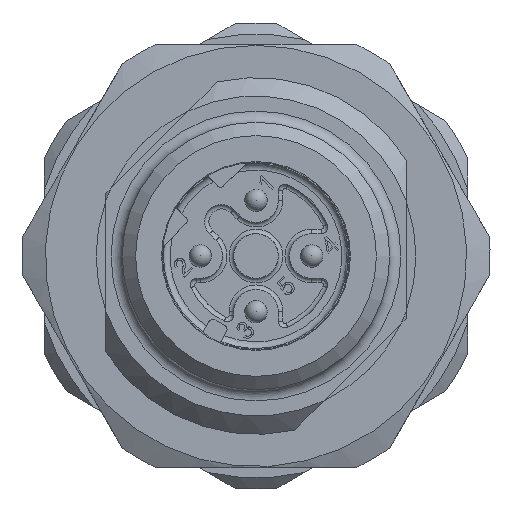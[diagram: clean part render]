
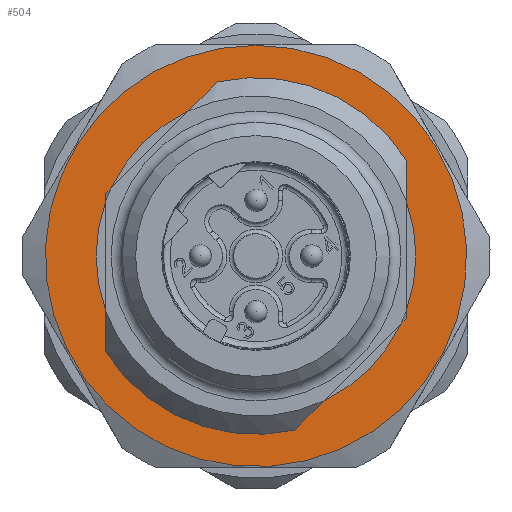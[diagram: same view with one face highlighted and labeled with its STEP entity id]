
A CAD part, front view. The second image highlights one B-rep face of the part: STEP entity #504.
In plain terms, the highlighted planar face has unit normal (0, -1, 0).
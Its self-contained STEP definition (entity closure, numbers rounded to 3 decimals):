
#112=FACE_BOUND('',#1060,.T.);
#113=FACE_BOUND('',#1061,.T.);
#388=PLANE('',#4696);
#504=ADVANCED_FACE('',(#112,#113),#388,.T.);
#1060=EDGE_LOOP('',(#2143));
#1061=EDGE_LOOP('',(#2144,#2145,#2146,#2147,#2148,#2149,#2150,#2151,#2152,
#2153,#2154,#2155,#2156,#2157));
#1366=LINE('',#6427,#1689);
#1368=LINE('',#6430,#1691);
#1374=LINE('',#6446,#1697);
#1375=LINE('',#6447,#1698);
#1381=LINE('',#6463,#1704);
#1383=LINE('',#6466,#1706);
#1388=LINE('',#6480,#1711);
#1389=LINE('',#6481,#1712);
#1689=VECTOR('',#5174,1.);
#1691=VECTOR('',#5176,1.);
#1697=VECTOR('',#5184,1.);
#1698=VECTOR('',#5185,1.);
#1704=VECTOR('',#5193,1.);
#1706=VECTOR('',#5195,1.);
#1711=VECTOR('',#5202,1.);
#1712=VECTOR('',#5203,1.);
#2143=ORIENTED_EDGE('',*,*,#3862,.F.);
#2144=ORIENTED_EDGE('',*,*,#3863,.F.);
#2145=ORIENTED_EDGE('',*,*,#3835,.T.);
#2146=ORIENTED_EDGE('',*,*,#3842,.T.);
#2147=ORIENTED_EDGE('',*,*,#3864,.F.);
#2148=ORIENTED_EDGE('',*,*,#3843,.T.);
#2149=ORIENTED_EDGE('',*,*,#3800,.F.);
#2150=ORIENTED_EDGE('',*,*,#3858,.F.);
#2151=ORIENTED_EDGE('',*,*,#3865,.F.);
#2152=ORIENTED_EDGE('',*,*,#3859,.F.);
#2153=ORIENTED_EDGE('',*,*,#3850,.F.);
#2154=ORIENTED_EDGE('',*,*,#3866,.F.);
#2155=ORIENTED_EDGE('',*,*,#3852,.F.);
#2156=ORIENTED_EDGE('',*,*,#3822,.F.);
#2157=ORIENTED_EDGE('',*,*,#3833,.T.);
#3354=VERTEX_POINT('',#6327);
#3356=VERTEX_POINT('',#6330);
#3371=VERTEX_POINT('',#6396);
#3372=VERTEX_POINT('',#6398);
#3380=VERTEX_POINT('',#6426);
#3381=VERTEX_POINT('',#6429);
#3382=VERTEX_POINT('',#6431);
#3386=VERTEX_POINT('',#6445);
#3387=VERTEX_POINT('',#6448);
#3391=VERTEX_POINT('',#6462);
#3392=VERTEX_POINT('',#6464);
#3393=VERTEX_POINT('',#6467);
#3396=VERTEX_POINT('',#6479);
#3397=VERTEX_POINT('',#6482);
#3399=VERTEX_POINT('',#6488);
#3800=EDGE_CURVE('',#3354,#3356,#4448,.T.);
#3822=EDGE_CURVE('',#3371,#3372,#4456,.T.);
#3833=EDGE_CURVE('',#3371,#3380,#1366,.T.);
#3835=EDGE_CURVE('',#3382,#3381,#1368,.T.);
#3842=EDGE_CURVE('',#3381,#3386,#1374,.T.);
#3843=EDGE_CURVE('',#3387,#3356,#1375,.T.);
#3850=EDGE_CURVE('',#3391,#3392,#1381,.T.);
#3852=EDGE_CURVE('',#3372,#3393,#1383,.T.);
#3858=EDGE_CURVE('',#3396,#3354,#1388,.T.);
#3859=EDGE_CURVE('',#3392,#3397,#1389,.T.);
#3862=EDGE_CURVE('',#3399,#3399,#4463,.T.);
#3863=EDGE_CURVE('',#3382,#3380,#4464,.T.);
#3864=EDGE_CURVE('',#3387,#3386,#4465,.T.);
#3865=EDGE_CURVE('',#3397,#3396,#4466,.T.);
#3866=EDGE_CURVE('',#3393,#3391,#4467,.T.);
#4448=CIRCLE('',#4659,8.);
#4456=CIRCLE('',#4673,8.);
#4463=CIRCLE('',#4691,9.45);
#4464=CIRCLE('',#4692,7.172);
#4465=CIRCLE('',#4693,7.172);
#4466=CIRCLE('',#4694,7.172);
#4467=CIRCLE('',#4695,7.172);
#4659=AXIS2_PLACEMENT_3D('',#6329,#5109,#5110);
#4673=AXIS2_PLACEMENT_3D('',#6397,#5143,#5144);
#4691=AXIS2_PLACEMENT_3D('',#6487,#5208,#5209);
#4692=AXIS2_PLACEMENT_3D('',#6489,#5210,#5211);
#4693=AXIS2_PLACEMENT_3D('',#6490,#5212,#5213);
#4694=AXIS2_PLACEMENT_3D('',#6491,#5214,#5215);
#4695=AXIS2_PLACEMENT_3D('',#6492,#5216,#5217);
#4696=AXIS2_PLACEMENT_3D('',#6493,#5218,#5219);
#5109=DIRECTION('',(0.,-1.,0.));
#5110=DIRECTION('',(0.,0.,1.));
#5143=DIRECTION('',(0.,-1.,0.));
#5144=DIRECTION('',(0.,0.,1.));
#5174=DIRECTION('',(0.,0.,-1.));
#5176=DIRECTION('',(0.,0.,-1.));
#5184=DIRECTION('',(-0.707,0.,-0.707));
#5185=DIRECTION('',(-0.707,0.,-0.707));
#5193=DIRECTION('',(-0.707,0.,-0.707));
#5195=DIRECTION('',(-0.707,0.,-0.707));
#5202=DIRECTION('',(0.,0.,-1.));
#5203=DIRECTION('',(0.,0.,-1.));
#5208=DIRECTION('',(0.,1.,0.));
#5209=DIRECTION('',(0.,0.,1.));
#5210=DIRECTION('',(0.,-1.,0.));
#5211=DIRECTION('',(0.,0.,-1.));
#5212=DIRECTION('',(0.,-1.,0.));
#5213=DIRECTION('',(0.,0.,-1.));
#5214=DIRECTION('',(0.,-1.,0.));
#5215=DIRECTION('',(0.,0.,-1.));
#5216=DIRECTION('',(0.,-1.,0.));
#5217=DIRECTION('',(0.,0.,-1.));
#5218=DIRECTION('',(0.,-1.,0.));
#5219=DIRECTION('',(0.,0.,1.));
#6327=CARTESIAN_POINT('',(6.55,-0.3,-4.294));
#6329=CARTESIAN_POINT('',(13.3,-0.3,0.));
#6330=CARTESIAN_POINT('',(15.037,-0.3,-7.809));
#6396=CARTESIAN_POINT('',(20.05,-0.3,4.294));
#6397=CARTESIAN_POINT('',(13.3,-0.3,0.));
#6398=CARTESIAN_POINT('',(11.563,-0.3,7.809));
#6426=CARTESIAN_POINT('',(20.05,-0.3,2.424));
#6427=CARTESIAN_POINT('',(20.05,-0.3,5.744));
#6429=CARTESIAN_POINT('',(20.05,-0.3,-2.796));
#6430=CARTESIAN_POINT('',(20.05,-0.3,5.744));
#6431=CARTESIAN_POINT('',(20.05,-0.3,-2.424));
#6445=CARTESIAN_POINT('',(19.787,-0.3,-3.059));
#6446=CARTESIAN_POINT('',(20.05,-0.3,-2.796));
#6447=CARTESIAN_POINT('',(20.05,-0.3,-2.796));
#6448=CARTESIAN_POINT('',(16.359,-0.3,-6.487));
#6462=CARTESIAN_POINT('',(6.813,-0.3,3.059));
#6463=CARTESIAN_POINT('',(12.589,-0.3,8.835));
#6464=CARTESIAN_POINT('',(6.55,-0.3,2.796));
#6466=CARTESIAN_POINT('',(12.589,-0.3,8.835));
#6467=CARTESIAN_POINT('',(10.241,-0.3,6.487));
#6479=CARTESIAN_POINT('',(6.55,-0.3,-2.424));
#6480=CARTESIAN_POINT('',(6.55,-0.3,2.796));
#6481=CARTESIAN_POINT('',(6.55,-0.3,2.796));
#6482=CARTESIAN_POINT('',(6.55,-0.3,2.424));
#6487=CARTESIAN_POINT('',(13.3,-0.3,0.));
#6488=CARTESIAN_POINT('',(13.3,-0.3,9.45));
#6489=CARTESIAN_POINT('',(13.3,-0.3,0.));
#6490=CARTESIAN_POINT('',(13.3,-0.3,0.));
#6491=CARTESIAN_POINT('',(13.3,-0.3,0.));
#6492=CARTESIAN_POINT('',(13.3,-0.3,0.));
#6493=CARTESIAN_POINT('',(13.3,-0.3,0.));
